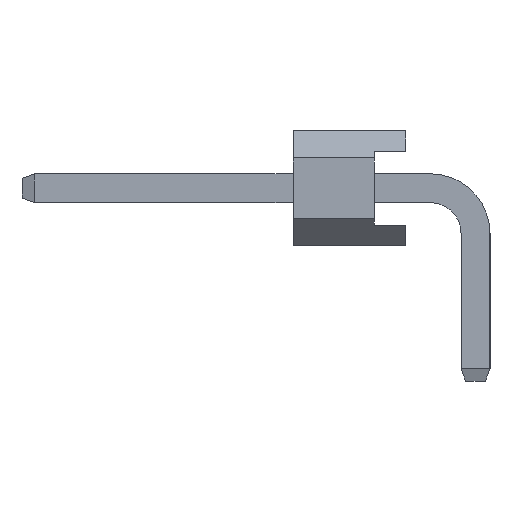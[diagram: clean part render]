
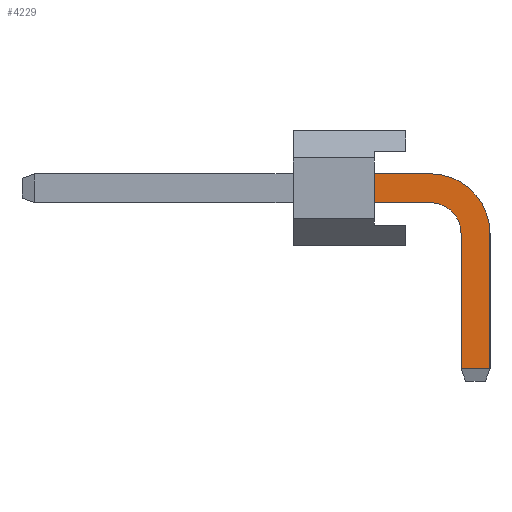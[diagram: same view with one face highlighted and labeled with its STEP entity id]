
A CAD part, left-side view. The second image highlights one B-rep face of the part: STEP entity #4229.
In plain terms, the highlighted planar face has unit normal (-1, 0, 0).
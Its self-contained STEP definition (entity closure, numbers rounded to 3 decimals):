
#4229=ADVANCED_FACE('',(#11805),#11807,.T.);
#11805=FACE_BOUND('',#11806,.T.);
#11806=EDGE_LOOP('',(#17969,#17970,#17971,#17972,#17973,#17974,#17975,#17976));
#11807=PLANE('',#11808);
#11808=AXIS2_PLACEMENT_3D('',#11809,#11810,#11811);
#11809=CARTESIAN_POINT('',(-0.32,0.32,-3.));
#11810=DIRECTION('',(-1.,0.,0.));
#11811=DIRECTION('',(0.,-1.,0.));
#17969=ORIENTED_EDGE('',*,*,#21637,.T.);
#17970=ORIENTED_EDGE('',*,*,#21638,.T.);
#17971=ORIENTED_EDGE('',*,*,#21639,.T.);
#17972=ORIENTED_EDGE('',*,*,#21640,.T.);
#17973=ORIENTED_EDGE('',*,*,#20429,.T.);
#17974=ORIENTED_EDGE('',*,*,#21641,.F.);
#17975=ORIENTED_EDGE('',*,*,#21642,.F.);
#17976=ORIENTED_EDGE('',*,*,#21643,.F.);
#20429=EDGE_CURVE('',#23393,#23394,#23395,.T.);
#21637=EDGE_CURVE('',#25289,#25290,#25291,.T.);
#21638=EDGE_CURVE('',#25290,#25292,#25293,.T.);
#21639=EDGE_CURVE('',#25292,#25294,#25295,.T.);
#21640=EDGE_CURVE('',#25294,#23393,#25296,.T.);
#21641=EDGE_CURVE('',#25297,#23394,#25298,.T.);
#21642=EDGE_CURVE('',#25299,#25297,#25300,.T.);
#21643=EDGE_CURVE('',#25289,#25299,#25301,.T.);
#23393=VERTEX_POINT('',#28449);
#23394=VERTEX_POINT('',#28450);
#23395=LINE('',#28451,#28452);
#25289=VERTEX_POINT('',#32873);
#25290=VERTEX_POINT('',#32874);
#25291=LINE('',#32875,#32876);
#25292=VERTEX_POINT('',#32878);
#25293=LINE('',#32879,#32880);
#25294=VERTEX_POINT('',#32882);
#25295=CIRCLE('',#32883,1.32);
#25296=LINE('',#32887,#32888);
#25297=VERTEX_POINT('',#32890);
#25298=LINE('',#32891,#32892);
#25299=VERTEX_POINT('',#32894);
#25300=CIRCLE('',#32895,0.68);
#25301=LINE('',#32899,#32900);
#28449=CARTESIAN_POINT('',(-0.32,2.24,1.59));
#28450=CARTESIAN_POINT('',(-0.32,2.24,0.95));
#28451=CARTESIAN_POINT('',(-0.32,2.24,1.59));
#28452=VECTOR('',#28453,1.);
#28453=DIRECTION('',(0.,0.,-1.));
#32873=CARTESIAN_POINT('',(-0.32,0.32,-2.725));
#32874=CARTESIAN_POINT('',(-0.32,-0.32,-2.725));
#32875=CARTESIAN_POINT('',(-0.32,0.32,-2.725));
#32876=VECTOR('',#32877,1.);
#32877=DIRECTION('',(0.,-1.,0.));
#32878=CARTESIAN_POINT('',(-0.32,-0.32,0.27));
#32879=CARTESIAN_POINT('',(-0.32,-0.32,-2.725));
#32880=VECTOR('',#32881,1.);
#32881=DIRECTION('',(0.,0.,1.));
#32882=CARTESIAN_POINT('',(-0.32,1.,1.59));
#32883=AXIS2_PLACEMENT_3D('',#32884,#32885,#32886);
#32884=CARTESIAN_POINT('',(-0.32,1.,0.27));
#32885=DIRECTION('',(-1.,-0.,0.));
#32886=DIRECTION('',(0.,-1.,0.));
#32887=CARTESIAN_POINT('',(-0.32,1.,1.59));
#32888=VECTOR('',#32889,1.);
#32889=DIRECTION('',(0.,1.,0.));
#32890=CARTESIAN_POINT('',(-0.32,1.,0.95));
#32891=CARTESIAN_POINT('',(-0.32,1.,0.95));
#32892=VECTOR('',#32893,1.);
#32893=DIRECTION('',(0.,1.,0.));
#32894=CARTESIAN_POINT('',(-0.32,0.32,0.27));
#32895=AXIS2_PLACEMENT_3D('',#32896,#32897,#32898);
#32896=CARTESIAN_POINT('',(-0.32,1.,0.27));
#32897=DIRECTION('',(-1.,-0.,0.));
#32898=DIRECTION('',(0.,-1.,0.));
#32899=CARTESIAN_POINT('',(-0.32,0.32,-2.725));
#32900=VECTOR('',#32901,1.);
#32901=DIRECTION('',(0.,0.,1.));
